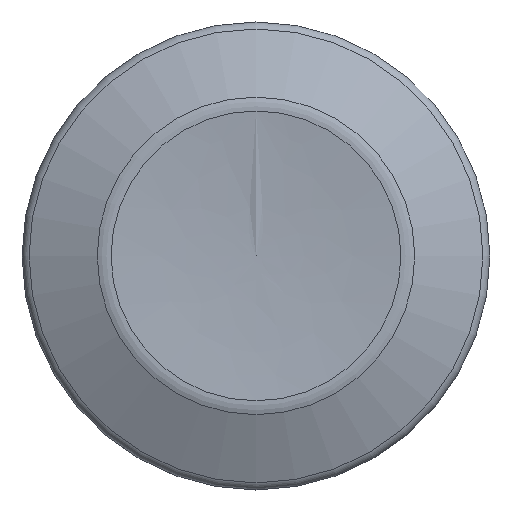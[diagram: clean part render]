
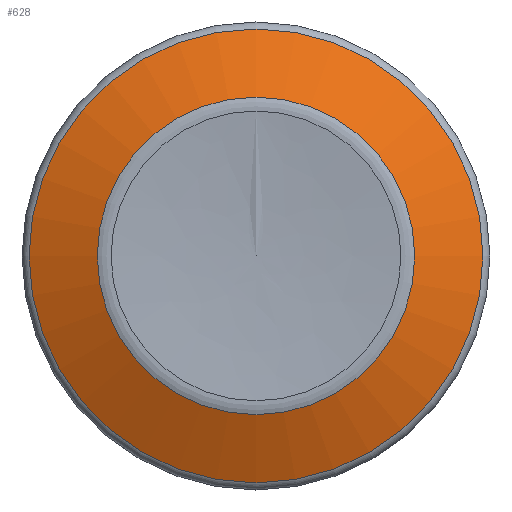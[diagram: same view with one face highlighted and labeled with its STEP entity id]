
A CAD part, top view. The second image highlights one B-rep face of the part: STEP entity #628.
In plain terms, the highlighted conical face has half-angle 66.457 degrees and reference radius 13.572 mm.
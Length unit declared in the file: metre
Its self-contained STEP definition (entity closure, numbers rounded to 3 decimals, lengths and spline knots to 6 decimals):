
#628 = ADVANCED_FACE( '', ( #1743, #1744 ), #1745, .T. );
#1743 = FACE_OUTER_BOUND( '', #3385, .T. );
#1744 = FACE_BOUND( '', #3386, .T. );
#1745 = CONICAL_SURFACE( '', #3387, 0.013572, 1.16 );
#3385 = EDGE_LOOP( '', ( #5753 ) );
#3386 = EDGE_LOOP( '', ( #5754 ) );
#3387 = AXIS2_PLACEMENT_3D( '', #5755, #5756, #5757 );
#5753 = ORIENTED_EDGE( '', *, *, #10349, .T. );
#5754 = ORIENTED_EDGE( '', *, *, #10350, .F. );
#5755 = CARTESIAN_POINT( '', ( 0., 0., 0.063601 ) );
#5756 = DIRECTION( '', ( 0., 0., -1. ) );
#5757 = DIRECTION( '', ( 0., -1., 0. ) );
#10349 = EDGE_CURVE( '', #12446, #12446, #12447, .T. );
#10350 = EDGE_CURVE( '', #12448, #12448, #12449, .T. );
#12446 = VERTEX_POINT( '', #15528 );
#12447 = CIRCLE( '', #15529, 0.019399 );
#12448 = VERTEX_POINT( '', #15530 );
#12449 = CIRCLE( '', #15531, 0.013572 );
#15528 = CARTESIAN_POINT( '', ( 0., 0.019399, 0.061062 ) );
#15529 = AXIS2_PLACEMENT_3D( '', #19507, #19508, #19509 );
#15530 = CARTESIAN_POINT( '', ( 0., 0.013572, 0.063601 ) );
#15531 = AXIS2_PLACEMENT_3D( '', #19510, #19511, #19512 );
#19507 = CARTESIAN_POINT( '', ( 0., 0., 0.061062 ) );
#19508 = DIRECTION( '', ( 0., 0., 1. ) );
#19509 = DIRECTION( '', ( 0., 1., 0. ) );
#19510 = CARTESIAN_POINT( '', ( 0., 0., 0.063601 ) );
#19511 = DIRECTION( '', ( 0., 0., 1. ) );
#19512 = DIRECTION( '', ( 0., 1., 0. ) );
